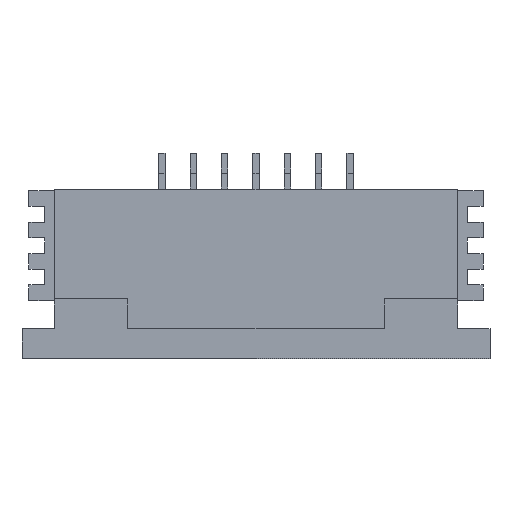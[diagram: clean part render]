
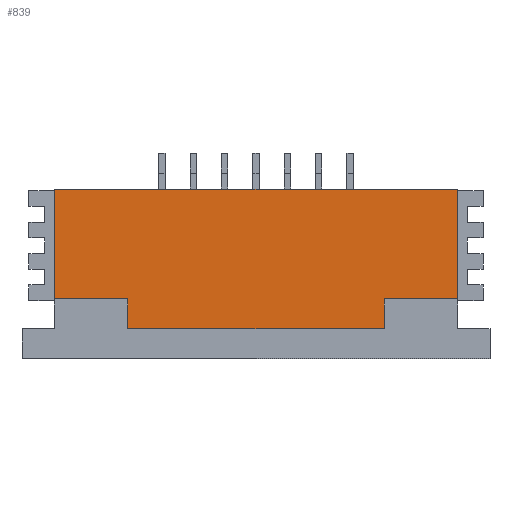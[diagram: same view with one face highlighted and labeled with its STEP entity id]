
A CAD part, top view. The second image highlights one B-rep face of the part: STEP entity #839.
In plain terms, the highlighted planar face has unit normal (0, 0, 1).
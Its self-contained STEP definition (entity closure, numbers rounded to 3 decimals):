
#32 = VERTEX_POINT('',#33);
#33 = CARTESIAN_POINT('',(0.,0.8,2.56));
#39 = EDGE_CURVE('',#32,#40,#42,.T.);
#40 = VERTEX_POINT('',#41);
#41 = CARTESIAN_POINT('',(-6.435,0.8,2.56));
#42 = LINE('',#43,#44);
#43 = CARTESIAN_POINT('',(0.,0.8,2.56));
#44 = VECTOR('',#45,1.);
#45 = DIRECTION('',(-1.,0.,0.));
#805 = EDGE_CURVE('',#40,#806,#808,.T.);
#806 = VERTEX_POINT('',#807);
#807 = CARTESIAN_POINT('',(-6.435,-2.7,2.56));
#808 = LINE('',#809,#810);
#809 = CARTESIAN_POINT('',(-6.435,0.8,2.56));
#810 = VECTOR('',#811,1.);
#811 = DIRECTION('',(0.,-1.,0.));
#839 = ADVANCED_FACE('',(#840),#903,.T.);
#840 = FACE_BOUND('',#841,.T.);
#841 = EDGE_LOOP('',(#842,#849,#850,#851,#859,#867,#875,#883,#891,#898)
);
#842 = ORIENTED_EDGE('',*,*,#843,.F.);
#843 = EDGE_CURVE('',#32,#844,#846,.T.);
#844 = VERTEX_POINT('',#845);
#845 = CARTESIAN_POINT('',(6.435,0.8,2.56));
#846 = B_SPLINE_CURVE_WITH_KNOTS('',1,(#847,#848),.UNSPECIFIED.,.F.,.F.,
(2,2),(0.,6.435),.PIECEWISE_BEZIER_KNOTS.);
#847 = CARTESIAN_POINT('',(0.,0.8,2.56));
#848 = CARTESIAN_POINT('',(6.435,0.8,2.56));
#849 = ORIENTED_EDGE('',*,*,#39,.T.);
#850 = ORIENTED_EDGE('',*,*,#805,.T.);
#851 = ORIENTED_EDGE('',*,*,#852,.T.);
#852 = EDGE_CURVE('',#806,#853,#855,.T.);
#853 = VERTEX_POINT('',#854);
#854 = CARTESIAN_POINT('',(-4.09,-2.7,2.56));
#855 = LINE('',#856,#857);
#856 = CARTESIAN_POINT('',(-6.435,-2.7,2.56));
#857 = VECTOR('',#858,1.);
#858 = DIRECTION('',(1.,0.,0.));
#859 = ORIENTED_EDGE('',*,*,#860,.T.);
#860 = EDGE_CURVE('',#853,#861,#863,.T.);
#861 = VERTEX_POINT('',#862);
#862 = CARTESIAN_POINT('',(-4.09,-3.65,2.56));
#863 = LINE('',#864,#865);
#864 = CARTESIAN_POINT('',(-4.09,-1.75,2.56));
#865 = VECTOR('',#866,1.);
#866 = DIRECTION('',(0.,-1.,0.));
#867 = ORIENTED_EDGE('',*,*,#868,.T.);
#868 = EDGE_CURVE('',#861,#869,#871,.T.);
#869 = VERTEX_POINT('',#870);
#870 = CARTESIAN_POINT('',(0.,-3.65,2.56));
#871 = LINE('',#872,#873);
#872 = CARTESIAN_POINT('',(-4.09,-3.65,2.56));
#873 = VECTOR('',#874,1.);
#874 = DIRECTION('',(1.,0.,0.));
#875 = ORIENTED_EDGE('',*,*,#876,.T.);
#876 = EDGE_CURVE('',#869,#877,#879,.T.);
#877 = VERTEX_POINT('',#878);
#878 = CARTESIAN_POINT('',(4.09,-3.65,2.56));
#879 = LINE('',#880,#881);
#880 = CARTESIAN_POINT('',(-4.09,-3.65,2.56));
#881 = VECTOR('',#882,1.);
#882 = DIRECTION('',(1.,0.,0.));
#883 = ORIENTED_EDGE('',*,*,#884,.T.);
#884 = EDGE_CURVE('',#877,#885,#887,.T.);
#885 = VERTEX_POINT('',#886);
#886 = CARTESIAN_POINT('',(4.09,-2.7,2.56));
#887 = LINE('',#888,#889);
#888 = CARTESIAN_POINT('',(4.09,-3.65,2.56));
#889 = VECTOR('',#890,1.);
#890 = DIRECTION('',(0.,1.,0.));
#891 = ORIENTED_EDGE('',*,*,#892,.F.);
#892 = EDGE_CURVE('',#893,#885,#895,.T.);
#893 = VERTEX_POINT('',#894);
#894 = CARTESIAN_POINT('',(6.435,-2.7,2.56));
#895 = B_SPLINE_CURVE_WITH_KNOTS('',1,(#896,#897),.UNSPECIFIED.,.F.,.F.,
(2,2),(0.,6.435),.PIECEWISE_BEZIER_KNOTS.);
#896 = CARTESIAN_POINT('',(6.435,-2.7,2.56));
#897 = CARTESIAN_POINT('',(0.,-2.7,2.56));
#898 = ORIENTED_EDGE('',*,*,#899,.F.);
#899 = EDGE_CURVE('',#844,#893,#900,.T.);
#900 = B_SPLINE_CURVE_WITH_KNOTS('',1,(#901,#902),.UNSPECIFIED.,.F.,.F.,
(2,2),(0.,3.5),.PIECEWISE_BEZIER_KNOTS.);
#901 = CARTESIAN_POINT('',(6.435,0.8,2.56));
#902 = CARTESIAN_POINT('',(6.435,-2.7,2.56));
#903 = PLANE('',#904);
#904 = AXIS2_PLACEMENT_3D('',#905,#906,#907);
#905 = CARTESIAN_POINT('',(-0.382,-1.194,2.56));
#906 = DIRECTION('',(0.,0.,1.));
#907 = DIRECTION('',(-1.,0.,0.));
